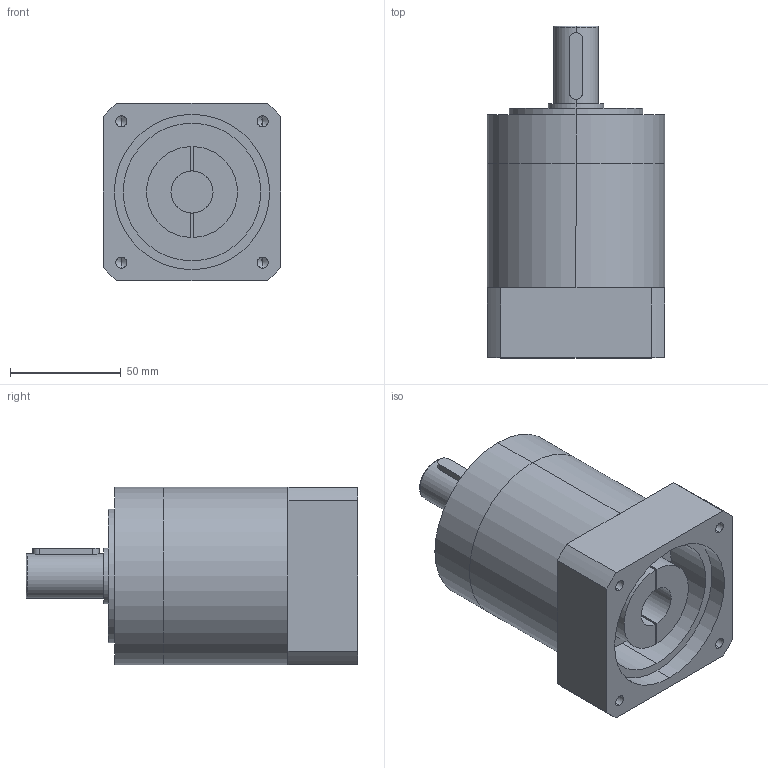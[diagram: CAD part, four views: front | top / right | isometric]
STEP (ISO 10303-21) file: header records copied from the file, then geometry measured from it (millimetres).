
FILE_DESCRIPTION (( 'STEP AP203' ), '1' );
FILE_NAME ('GPL080-L1-(19-70-90-M6).STEP', '2022-07-01T06:36:58', ( '微软用户' ), ( '微软中国' ), 'SwSTEP 2.0', 'SolidWorks 2018', '' );
FILE_SCHEMA (( 'CONFIG_CONTROL_DESIGN' ));
Length unit declared in the file: millimetre
Products named in the file (1): GPL080-L1-(19-70-90-M6)
Bounding box: 80 x 149.5 x 80 mm (x, y, z)
Volume: 529281.3 mm3; surface area: 78442.5 mm2
Topology: 6 solids, 6 shells, 104 faces, 241 edges, 143 vertices
Faces by surface type: cylinder 46, plane 36, cone 20, torus 2
Entity records: 2958 total; most frequent: CARTESIAN_POINT 535, DIRECTION 533, ORIENTED_EDGE 446, EDGE_CURVE 223, AXIS2_PLACEMENT_3D 209, VERTEX_POINT 143, EDGE_LOOP 116, LINE 115
